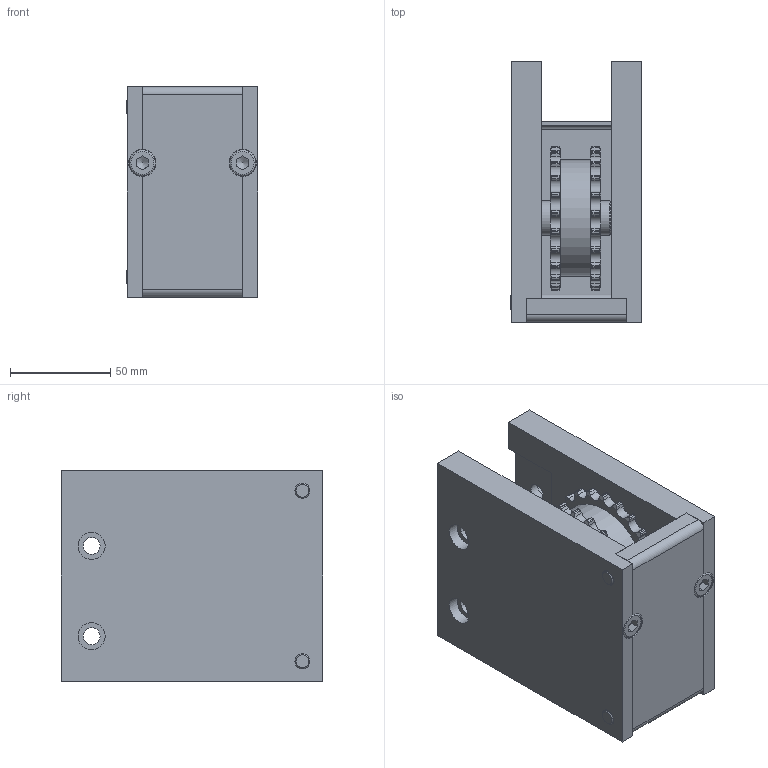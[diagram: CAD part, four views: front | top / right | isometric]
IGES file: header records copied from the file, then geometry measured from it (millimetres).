
Global section: file name: 939910.stp.ipt; native system: Autodesk Inventor 2014; preprocessor: unknown; author: zeman; date: 20151020.100442; units: millimetre
Bounding box: 65.5 x 130 x 105 mm (x, y, z)
Volume: 460741.8 mm3; surface area: 134826.8 mm2
Topology: 11 solids, 11 shells, 639 faces, 1914 edges, 1287 vertices
Faces by surface type: plane 302, revolution 134, cone 104, cylinder 75, sphere 16, bspline 8
Full cylindrical faces by diameter (mm): 8 x4, 13 x4, 17 x2, 22.76 x4, 26 x1, 35 x2, 58 x1
